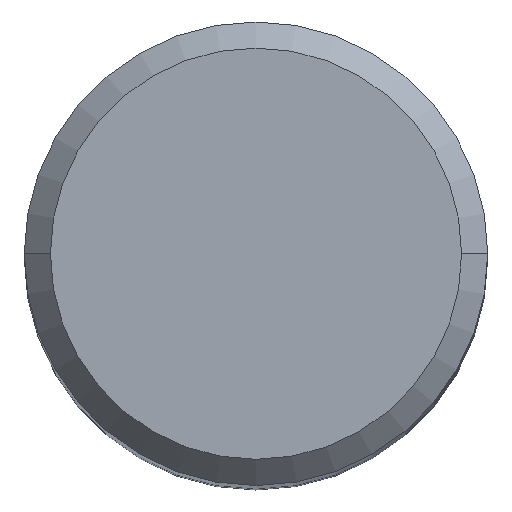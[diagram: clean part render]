
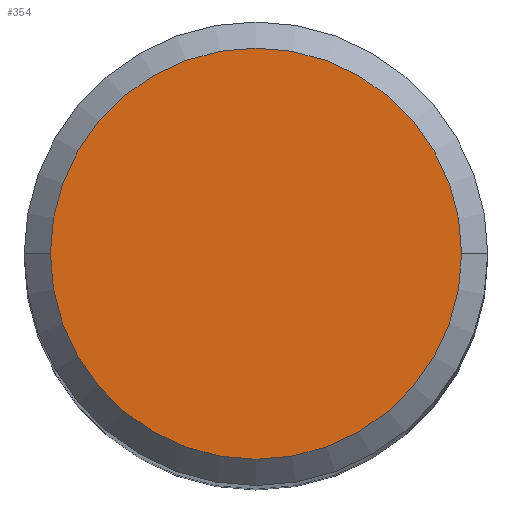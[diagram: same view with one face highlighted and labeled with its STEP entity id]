
A CAD part, top view. The second image highlights one B-rep face of the part: STEP entity #354.
In plain terms, the highlighted planar face has unit normal (0, 0, 1).
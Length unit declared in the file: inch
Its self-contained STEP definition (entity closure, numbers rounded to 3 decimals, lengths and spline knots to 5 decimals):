
#1 = DIRECTION ( 'NONE',  ( -1., 0., 0. ) ) ;
#28 = VERTEX_POINT ( 'NONE', #228 ) ;
#31 = ORIENTED_EDGE ( 'NONE', *, *, #209, .T. ) ;
#55 = FACE_OUTER_BOUND ( 'NONE', #160, .T. ) ;
#72 = EDGE_CURVE ( 'NONE', #256, #28, #126, .T. ) ;
#88 = PLANE ( 'NONE',  #222 ) ;
#107 = DIRECTION ( 'NONE',  ( 0., 0., 1. ) ) ;
#121 = CIRCLE ( 'NONE', #235, 0.15715 ) ;
#126 = CIRCLE ( 'NONE', #290, 0.15715 ) ;
#134 = CARTESIAN_POINT ( 'NONE',  ( 0., 0., 0. ) ) ;
#138 = DIRECTION ( 'NONE',  ( 0., 0., -1. ) ) ;
#155 = ORIENTED_EDGE ( 'NONE', *, *, #72, .T. ) ;
#160 = EDGE_LOOP ( 'NONE', ( #155, #31 ) ) ;
#182 = DIRECTION ( 'NONE',  ( 1., 0., 0. ) ) ;
#209 = EDGE_CURVE ( 'NONE', #28, #256, #121, .T. ) ;
#222 = AXIS2_PLACEMENT_3D ( 'NONE', #271, #138, #1 ) ;
#228 = CARTESIAN_POINT ( 'NONE',  ( 0.15715, 0., 0. ) ) ;
#234 = DIRECTION ( 'NONE',  ( 0., 0., 1. ) ) ;
#235 = AXIS2_PLACEMENT_3D ( 'NONE', #134, #234, #355 ) ;
#246 = CARTESIAN_POINT ( 'NONE',  ( -0.15715, 0., 0. ) ) ;
#256 = VERTEX_POINT ( 'NONE', #246 ) ;
#263 = CARTESIAN_POINT ( 'NONE',  ( 0., 0., 0. ) ) ;
#271 = CARTESIAN_POINT ( 'NONE',  ( 0., 0.15715, 0. ) ) ;
#290 = AXIS2_PLACEMENT_3D ( 'NONE', #263, #107, #182 ) ;
#354 = ADVANCED_FACE ( 'NONE', ( #55 ), #88, .F. ) ;
#355 = DIRECTION ( 'NONE',  ( 1., 0., 0. ) ) ;
